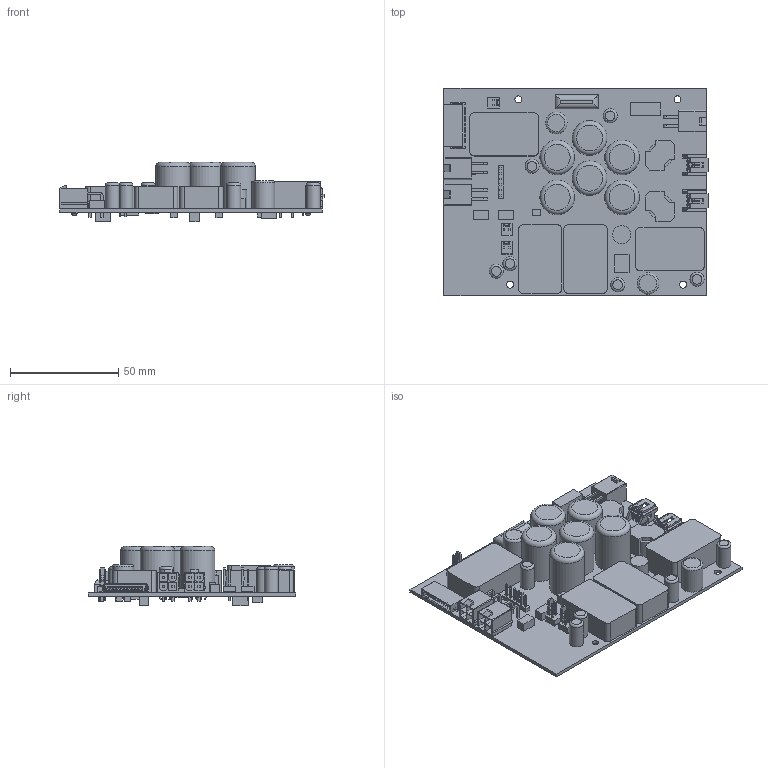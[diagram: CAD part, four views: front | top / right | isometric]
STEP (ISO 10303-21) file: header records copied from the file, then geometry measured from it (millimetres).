
FILE_DESCRIPTION(/* description */ ('Solstice Power PCB Assembly'),/* implementation_level */ '2;1');
FILE_NAME(/* name */ '8200-041-01 - Power PCB Assembly.stp',/* time_stamp */ '2017-10-13T09:44:43+01:00',/* author */ ('drh'),/* organization */ (''),/* preprocessor_version */ 'ST-DEVELOPER v16.5',/* originating_system */ 'Autodesk Inventor 2017',/* authorisation */ '');
FILE_SCHEMA (('AUTOMOTIVE_DESIGN { 1 0 10303 214 3 1 1 }'));
Length unit declared in the file: millimetre
Products named in the file (6): 631-8043; 631-0018; ERNI 154764; 317-7004; 314-6516; 314-6514
Assembly tree (10 placements, depth 2):
  631-8043
    631-0018
    ERNI 154764
    314-6516  x3
    317-7004  x2
    314-6514  x3
Bounding box: 122.19 x 95.89 x 27.4 mm (x, y, z)
Volume: 86452.1 mm3; surface area: 47825.7 mm2
Topology: 10 solids, 10 shells, 2017 faces, 5261 edges, 3451 vertices
Faces by surface type: plane 1818, cylinder 172, torus 14, cone 13
Full cylindrical faces by diameter (mm): 1 x4, 1.5 x1, 3.2 x4, 6.5 x6, 8.3 x1, 10 x2, 16 x6
Entity records: 44012 total; most frequent: CARTESIAN_POINT 7675, ORIENTED_EDGE 7464, DIRECTION 6928, EDGE_CURVE 3732, LINE 3470, VECTOR 3470, VERTEX_POINT 2476, AXIS2_PLACEMENT_3D 1729
